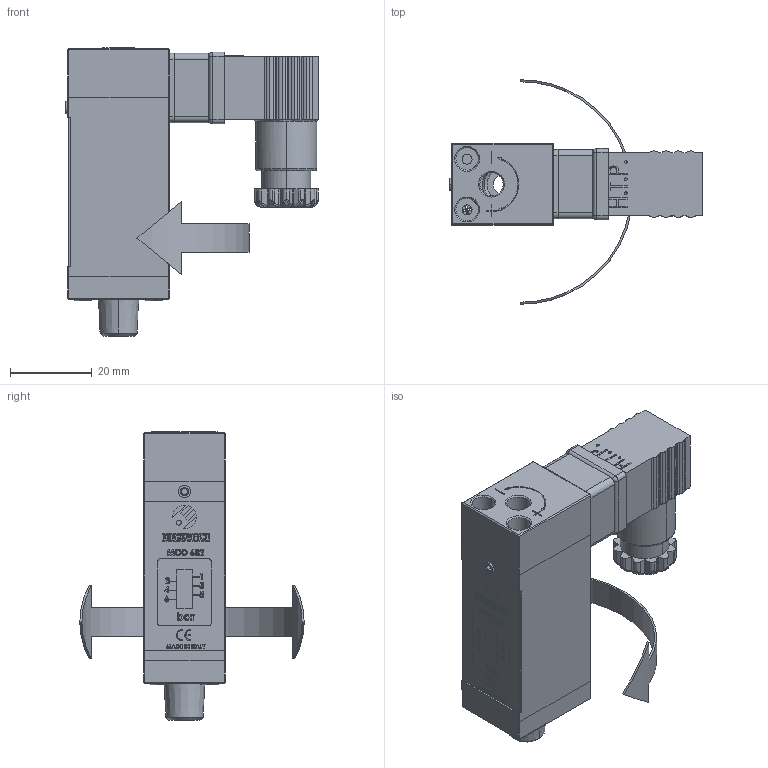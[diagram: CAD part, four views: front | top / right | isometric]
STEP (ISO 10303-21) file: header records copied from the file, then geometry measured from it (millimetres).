
FILE_DESCRIPTION (( 'STEP AP214' ), '1' );
FILE_NAME ('682.STEP', '2020-02-10T07:51:13', ( '' ), ( '' ), 'SwSTEP 2.0', 'SolidWorks 2019', '' );
FILE_SCHEMA (( 'AUTOMOTIVE_DESIGN' ));
Length unit declared in the file: millimetre
Products named in the file (1): 682
Bounding box: 62.2 x 55 x 70.6 mm (x, y, z)
Surface area: 13964.2 mm2 (no closed solid volume)
Topology: 0 solids, 45 shells, 560 faces, 2495 edges, 1933 vertices
Faces by surface type: plane 290, cylinder 137, bspline 87, torus 24, cone 16, sphere 6
Entity records: 37677 total; most frequent: CARTESIAN_POINT 12988, ORIENTED_EDGE 3543, DIRECTION 3274, EDGE_CURVE 2467, VERTEX_POINT 1933, LINE 1532, VECTOR 1532, AXIS2_PLACEMENT_3D 871
